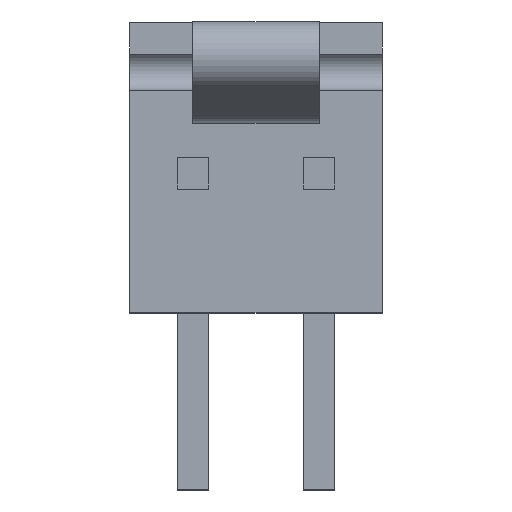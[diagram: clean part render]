
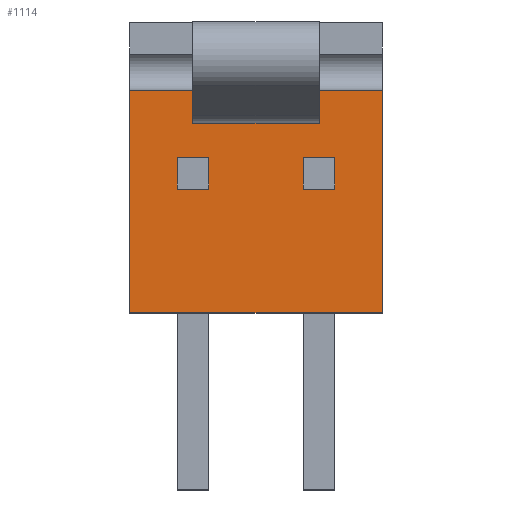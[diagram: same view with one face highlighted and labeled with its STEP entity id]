
A CAD part, top view. The second image highlights one B-rep face of the part: STEP entity #1114.
In plain terms, the highlighted planar face has unit normal (0, 0, 1).
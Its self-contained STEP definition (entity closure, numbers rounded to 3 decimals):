
#151=DIRECTION('',(0.,-1.,0.));
#152=VECTOR('',#151,4.47);
#153=CARTESIAN_POINT('',(-2.54,1.676,0.));
#154=LINE('',#153,#152);
#319=DIRECTION('',(0.,-1.,0.));
#320=VECTOR('',#319,4.47);
#321=CARTESIAN_POINT('',(2.54,1.676,0.));
#322=LINE('',#321,#320);
#388=DIRECTION('',(1.,0.,0.));
#389=VECTOR('',#388,5.08);
#390=CARTESIAN_POINT('',(-2.54,-2.794,0.));
#391=LINE('',#390,#389);
#392=DIRECTION('',(1.,0.,0.));
#393=VECTOR('',#392,5.08);
#394=CARTESIAN_POINT('',(-2.54,1.676,0.));
#395=LINE('',#394,#393);
#396=DIRECTION('',(0.,1.,0.));
#397=VECTOR('',#396,0.635);
#398=CARTESIAN_POINT('',(0.953,-0.318,0.));
#399=LINE('',#398,#397);
#400=DIRECTION('',(1.,0.,0.));
#401=VECTOR('',#400,0.635);
#402=CARTESIAN_POINT('',(0.953,-0.318,0.));
#403=LINE('',#402,#401);
#404=DIRECTION('',(0.,1.,0.));
#405=VECTOR('',#404,0.635);
#406=CARTESIAN_POINT('',(1.588,-0.318,0.));
#407=LINE('',#406,#405);
#408=DIRECTION('',(1.,0.,0.));
#409=VECTOR('',#408,0.635);
#410=CARTESIAN_POINT('',(0.953,0.318,0.));
#411=LINE('',#410,#409);
#412=DIRECTION('',(0.,1.,0.));
#413=VECTOR('',#412,0.635);
#414=CARTESIAN_POINT('',(-1.588,-0.318,0.));
#415=LINE('',#414,#413);
#416=DIRECTION('',(1.,0.,0.));
#417=VECTOR('',#416,0.635);
#418=CARTESIAN_POINT('',(-1.588,-0.318,0.));
#419=LINE('',#418,#417);
#420=DIRECTION('',(0.,1.,0.));
#421=VECTOR('',#420,0.635);
#422=CARTESIAN_POINT('',(-0.953,-0.318,0.));
#423=LINE('',#422,#421);
#424=DIRECTION('',(1.,0.,0.));
#425=VECTOR('',#424,0.635);
#426=CARTESIAN_POINT('',(-1.588,0.318,0.));
#427=LINE('',#426,#425);
#624=CARTESIAN_POINT('',(-2.54,1.676,0.));
#625=VERTEX_POINT('',#624);
#626=CARTESIAN_POINT('',(-2.54,-2.794,0.));
#627=VERTEX_POINT('',#626);
#642=CARTESIAN_POINT('',(2.54,1.676,0.));
#643=VERTEX_POINT('',#642);
#644=CARTESIAN_POINT('',(2.54,-2.794,0.));
#645=VERTEX_POINT('',#644);
#720=CARTESIAN_POINT('',(0.953,-0.318,0.));
#721=CARTESIAN_POINT('',(0.953,0.318,0.));
#722=VERTEX_POINT('',#720);
#723=VERTEX_POINT('',#721);
#724=CARTESIAN_POINT('',(1.588,-0.318,0.));
#725=CARTESIAN_POINT('',(1.588,0.318,0.));
#726=VERTEX_POINT('',#724);
#727=VERTEX_POINT('',#725);
#760=CARTESIAN_POINT('',(-1.588,-0.318,0.));
#761=CARTESIAN_POINT('',(-1.588,0.318,0.));
#762=VERTEX_POINT('',#760);
#763=VERTEX_POINT('',#761);
#764=CARTESIAN_POINT('',(-0.953,-0.318,0.));
#765=CARTESIAN_POINT('',(-0.953,0.318,0.));
#766=VERTEX_POINT('',#764);
#767=VERTEX_POINT('',#765);
#1082=CARTESIAN_POINT('',(-2.54,1.676,0.));
#1083=DIRECTION('',(0.,0.,1.));
#1084=DIRECTION('',(0.,-1.,0.));
#1085=AXIS2_PLACEMENT_3D('',#1082,#1083,#1084);
#1086=PLANE('',#1085);
#1087=ORIENTED_EDGE('',*,*,#789,.F.);
#1089=ORIENTED_EDGE('',*,*,#1088,.T.);
#1090=ORIENTED_EDGE('',*,*,#974,.T.);
#1091=ORIENTED_EDGE('',*,*,#1075,.F.);
#1092=EDGE_LOOP('',(#1087,#1089,#1090,#1091));
#1093=FACE_OUTER_BOUND('',#1092,.F.);
#1095=ORIENTED_EDGE('',*,*,#1094,.F.);
#1097=ORIENTED_EDGE('',*,*,#1096,.T.);
#1099=ORIENTED_EDGE('',*,*,#1098,.T.);
#1101=ORIENTED_EDGE('',*,*,#1100,.F.);
#1102=EDGE_LOOP('',(#1095,#1097,#1099,#1101));
#1103=FACE_BOUND('',#1102,.F.);
#1105=ORIENTED_EDGE('',*,*,#1104,.F.);
#1107=ORIENTED_EDGE('',*,*,#1106,.T.);
#1109=ORIENTED_EDGE('',*,*,#1108,.T.);
#1111=ORIENTED_EDGE('',*,*,#1110,.F.);
#1112=EDGE_LOOP('',(#1105,#1107,#1109,#1111));
#1113=FACE_BOUND('',#1112,.F.);
#789=EDGE_CURVE('',#625,#627,#154,.T.);
#974=EDGE_CURVE('',#643,#645,#322,.T.);
#1075=EDGE_CURVE('',#627,#645,#391,.T.);
#1088=EDGE_CURVE('',#625,#643,#395,.T.);
#1094=EDGE_CURVE('',#722,#723,#399,.T.);
#1096=EDGE_CURVE('',#722,#726,#403,.T.);
#1098=EDGE_CURVE('',#726,#727,#407,.T.);
#1100=EDGE_CURVE('',#723,#727,#411,.T.);
#1104=EDGE_CURVE('',#762,#763,#415,.T.);
#1106=EDGE_CURVE('',#762,#766,#419,.T.);
#1108=EDGE_CURVE('',#766,#767,#423,.T.);
#1110=EDGE_CURVE('',#763,#767,#427,.T.);
#1114=ADVANCED_FACE('',(#1093,#1103,#1113),#1086,.T.);
